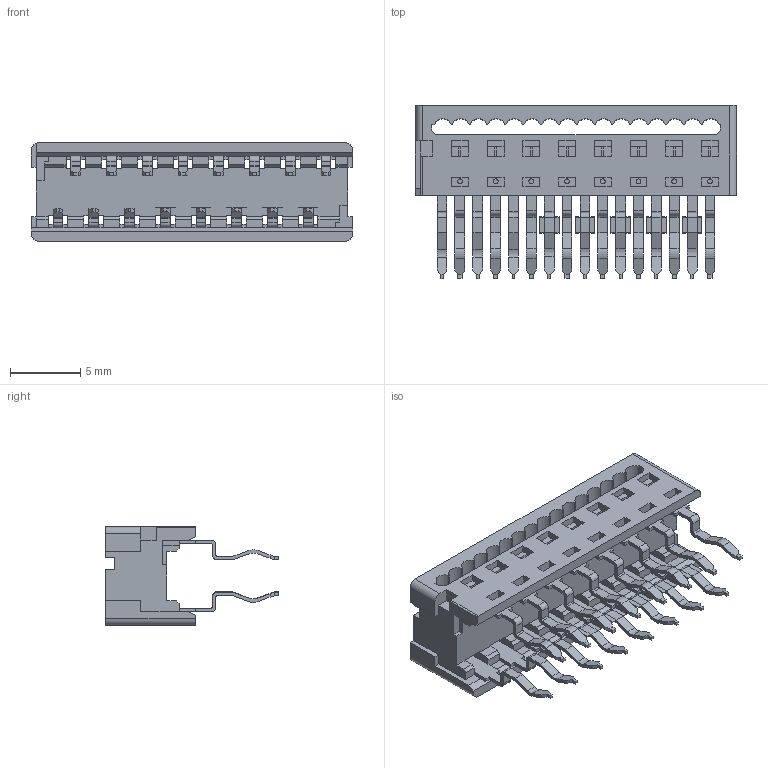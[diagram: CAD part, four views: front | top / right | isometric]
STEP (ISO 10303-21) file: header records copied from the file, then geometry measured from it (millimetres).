
FILE_DESCRIPTION((''),'2;1');
FILE_NAME('915771316','2008-03-17T',('PNB'),(''),'PRO/ENGINEER BY PARAMETRIC TECHNOLOGY CORPORATION, 2003451','PRO/ENGINEER BY PARAMETRIC TECHNOLOGY CORPORATION, 2003451','');
FILE_SCHEMA(('CONFIG_CONTROL_DESIGN'));
Length unit declared in the file: millimetre
Products named in the file (1): 915771316
Bounding box: 22.83 x 12.3 x 7 mm (x, y, z)
Volume: 572 mm3; surface area: 1629.6 mm2
Topology: 1 solids, 1 shells, 1126 faces, 3255 edges, 2154 vertices
Faces by surface type: plane 926, cylinder 200
Entity records: 36602 total; most frequent: CARTESIAN_POINT 6472, ORIENTED_EDGE 6414, DIRECTION 5985, EDGE_CURVE 3207, VECTOR 2779, LINE 2779, VERTEX_POINT 2090, AXIS2_PLACEMENT_3D 1603
